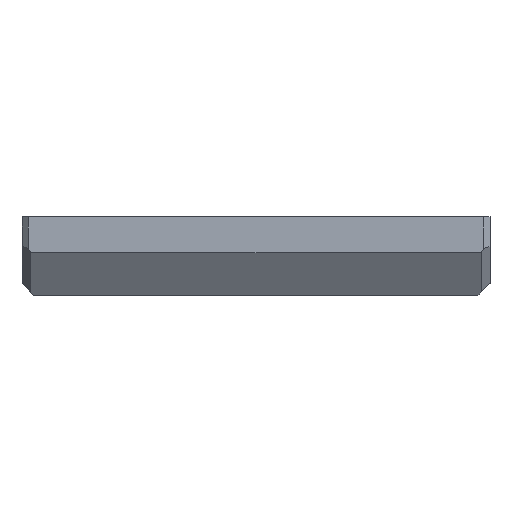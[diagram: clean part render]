
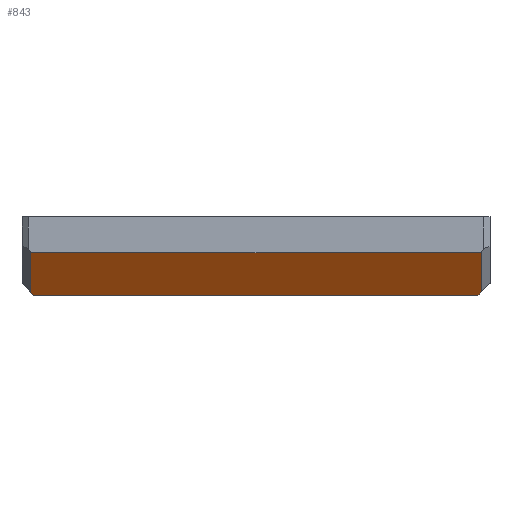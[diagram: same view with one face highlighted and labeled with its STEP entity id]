
A CAD part, front view. The second image highlights one B-rep face of the part: STEP entity #843.
In plain terms, the highlighted planar face has unit normal (0, -0.819, -0.574).
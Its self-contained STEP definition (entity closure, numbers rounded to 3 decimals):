
#692 = PLANE('',#693);
#693 = AXIS2_PLACEMENT_3D('',#694,#695,#696);
#694 = CARTESIAN_POINT('',(-77.05,-5.,3.95));
#695 = DIRECTION('',(0.707,0.,0.707));
#696 = DIRECTION('',(0.707,0.,-0.707));
#715 = VERTEX_POINT('',#716);
#716 = CARTESIAN_POINT('',(-74.146,-4.845,1.045
    ));
#729 = PLANE('',#730);
#730 = AXIS2_PLACEMENT_3D('',#731,#732,#733);
#731 = CARTESIAN_POINT('',(-73.757,-0.784,
    -5.432));
#732 = DIRECTION('',(0.707,0.579,0.406));
#733 = DIRECTION('',(0.,-0.574,0.819)
  );
#740 = EDGE_CURVE('',#715,#741,#743,.T.);
#741 = VERTEX_POINT('',#742);
#742 = CARTESIAN_POINT('',(-73.101,-4.113,
    0.));
#743 = SURFACE_CURVE('',#744,(#748,#754),.PCURVE_S1.);
#744 = LINE('',#745,#746);
#745 = CARTESIAN_POINT('',(-73.713,-4.542,
    0.613));
#746 = VECTOR('',#747,1.);
#747 = DIRECTION('',(0.634,0.444,-0.634));
#748 = PCURVE('',#692,#749);
#749 = DEFINITIONAL_REPRESENTATION('',(#750),#753);
#750 = B_SPLINE_CURVE_WITH_KNOTS('',1,(#751,#752),.UNSPECIFIED.,.F.,.F.,
  (2,2),(-1.033,2.545),.PIECEWISE_BEZIER_KNOTS.);
#751 = CARTESIAN_POINT('',(3.794,0.));
#752 = CARTESIAN_POINT('',(7.,1.588));
#753 = ( GEOMETRIC_REPRESENTATION_CONTEXT(2) 
PARAMETRIC_REPRESENTATION_CONTEXT() REPRESENTATION_CONTEXT('2D SPACE',''
  ) );
#754 = PCURVE('',#755,#760);
#755 = PLANE('',#756);
#756 = AXIS2_PLACEMENT_3D('',#757,#758,#759);
#757 = CARTESIAN_POINT('',(-81.,2.168,-8.97));
#758 = DIRECTION('',(0.,0.819,0.574));
#759 = DIRECTION('',(0.,-0.574,0.819));
#760 = DEFINITIONAL_REPRESENTATION('',(#761),#764);
#761 = B_SPLINE_CURVE_WITH_KNOTS('',1,(#762,#763),.UNSPECIFIED.,.F.,.F.,
  (2,2),(-1.033,2.545),.PIECEWISE_BEZIER_KNOTS.);
#762 = CARTESIAN_POINT('',(12.497,6.632));
#763 = CARTESIAN_POINT('',(9.729,8.899));
#764 = ( GEOMETRIC_REPRESENTATION_CONTEXT(2) 
PARAMETRIC_REPRESENTATION_CONTEXT() REPRESENTATION_CONTEXT('2D SPACE',''
  ) );
#782 = PLANE('',#783);
#783 = AXIS2_PLACEMENT_3D('',#784,#785,#786);
#784 = CARTESIAN_POINT('',(0.45,24.494,
    0.));
#785 = DIRECTION('',(0.,0.,-1.));
#786 = DIRECTION('',(0.,-1.,0.));
#843 = ADVANCED_FACE('',(#844),#755,.F.);
#844 = FACE_BOUND('',#845,.F.);
#845 = EDGE_LOOP('',(#846,#874,#900,#921,#922,#943));
#846 = ORIENTED_EDGE('',*,*,#847,.F.);
#847 = EDGE_CURVE('',#848,#850,#852,.T.);
#848 = VERTEX_POINT('',#849);
#849 = CARTESIAN_POINT('',(75.146,-4.915,
    1.146));
#850 = VERTEX_POINT('',#851);
#851 = CARTESIAN_POINT('',(75.146,-14.,14.121));
#852 = SURFACE_CURVE('',#853,(#857,#863),.PCURVE_S1.);
#853 = LINE('',#854,#855);
#854 = CARTESIAN_POINT('',(75.146,0.851,
    -7.089));
#855 = VECTOR('',#856,1.);
#856 = DIRECTION('',(0.,-0.574,0.819)
  );
#857 = PCURVE('',#755,#858);
#858 = DEFINITIONAL_REPRESENTATION('',(#859),#862);
#859 = B_SPLINE_CURVE_WITH_KNOTS('',1,(#860,#861),.UNSPECIFIED.,.F.,.F.,
  (2,2),(2.296,51.784),.PIECEWISE_BEZIER_KNOTS.);
#860 = CARTESIAN_POINT('',(4.591,156.146));
#861 = CARTESIAN_POINT('',(54.08,156.146));
#862 = ( GEOMETRIC_REPRESENTATION_CONTEXT(2) 
PARAMETRIC_REPRESENTATION_CONTEXT() REPRESENTATION_CONTEXT('2D SPACE',''
  ) );
#863 = PCURVE('',#864,#869);
#864 = PLANE('',#865);
#865 = AXIS2_PLACEMENT_3D('',#866,#867,#868);
#866 = CARTESIAN_POINT('',(74.757,-0.784,
    -5.432));
#867 = DIRECTION('',(-0.707,0.579,0.406));
#868 = DIRECTION('',(0.,-0.574,0.819)
  );
#869 = DEFINITIONAL_REPRESENTATION('',(#870),#873);
#870 = B_SPLINE_CURVE_WITH_KNOTS('',1,(#871,#872),.UNSPECIFIED.,.F.,.F.,
  (2,2),(2.296,51.784),.PIECEWISE_BEZIER_KNOTS.);
#871 = CARTESIAN_POINT('',(0.,0.549));
#872 = CARTESIAN_POINT('',(49.489,0.549));
#873 = ( GEOMETRIC_REPRESENTATION_CONTEXT(2) 
PARAMETRIC_REPRESENTATION_CONTEXT() REPRESENTATION_CONTEXT('2D SPACE',''
  ) );
#874 = ORIENTED_EDGE('',*,*,#875,.T.);
#875 = EDGE_CURVE('',#848,#876,#878,.T.);
#876 = VERTEX_POINT('',#877);
#877 = CARTESIAN_POINT('',(74.,-4.113,0.));
#878 = SURFACE_CURVE('',#879,(#883,#889),.PCURVE_S1.);
#879 = LINE('',#880,#881);
#880 = CARTESIAN_POINT('',(39.918,19.752,
    -34.082));
#881 = VECTOR('',#882,1.);
#882 = DIRECTION('',(-0.634,0.444,-0.634));
#883 = PCURVE('',#755,#884);
#884 = DEFINITIONAL_REPRESENTATION('',(#885),#888);
#885 = B_SPLINE_CURVE_WITH_KNOTS('',1,(#886,#887),.UNSPECIFIED.,.F.,.F.,
  (2,2),(-55.783,-52.205),.PIECEWISE_BEZIER_KNOTS.);
#886 = CARTESIAN_POINT('',(12.497,156.267));
#887 = CARTESIAN_POINT('',(9.729,154.));
#888 = ( GEOMETRIC_REPRESENTATION_CONTEXT(2) 
PARAMETRIC_REPRESENTATION_CONTEXT() REPRESENTATION_CONTEXT('2D SPACE',''
  ) );
#889 = PCURVE('',#890,#895);
#890 = PLANE('',#891);
#891 = AXIS2_PLACEMENT_3D('',#892,#893,#894);
#892 = CARTESIAN_POINT('',(73.,-5.,-1.));
#893 = DIRECTION('',(0.707,0.,-0.707));
#894 = DIRECTION('',(0.707,0.,0.707));
#895 = DEFINITIONAL_REPRESENTATION('',(#896),#899);
#896 = B_SPLINE_CURVE_WITH_KNOTS('',1,(#897,#898),.UNSPECIFIED.,.F.,.F.,
  (2,2),(-55.783,-52.205),.PIECEWISE_BEZIER_KNOTS.);
#897 = CARTESIAN_POINT('',(3.206,0.));
#898 = CARTESIAN_POINT('',(0.,-1.588));
#899 = ( GEOMETRIC_REPRESENTATION_CONTEXT(2) 
PARAMETRIC_REPRESENTATION_CONTEXT() REPRESENTATION_CONTEXT('2D SPACE',''
  ) );
#900 = ORIENTED_EDGE('',*,*,#901,.F.);
#901 = EDGE_CURVE('',#741,#876,#902,.T.);
#902 = SURFACE_CURVE('',#903,(#907,#914),.PCURVE_S1.);
#903 = LINE('',#904,#905);
#904 = CARTESIAN_POINT('',(-90.5,-4.113,0.));
#905 = VECTOR('',#906,1.);
#906 = DIRECTION('',(1.,0.,0.));
#907 = PCURVE('',#755,#908);
#908 = DEFINITIONAL_REPRESENTATION('',(#909),#913);
#909 = LINE('',#910,#911);
#910 = CARTESIAN_POINT('',(10.95,-9.5));
#911 = VECTOR('',#912,1.);
#912 = DIRECTION('',(0.,1.));
#913 = ( GEOMETRIC_REPRESENTATION_CONTEXT(2) 
PARAMETRIC_REPRESENTATION_CONTEXT() REPRESENTATION_CONTEXT('2D SPACE',''
  ) );
#914 = PCURVE('',#782,#915);
#915 = DEFINITIONAL_REPRESENTATION('',(#916),#920);
#916 = LINE('',#917,#918);
#917 = CARTESIAN_POINT('',(28.607,90.95));
#918 = VECTOR('',#919,1.);
#919 = DIRECTION('',(0.,-1.));
#920 = ( GEOMETRIC_REPRESENTATION_CONTEXT(2) 
PARAMETRIC_REPRESENTATION_CONTEXT() REPRESENTATION_CONTEXT('2D SPACE',''
  ) );
#921 = ORIENTED_EDGE('',*,*,#740,.F.);
#922 = ORIENTED_EDGE('',*,*,#923,.F.);
#923 = EDGE_CURVE('',#924,#715,#926,.T.);
#924 = VERTEX_POINT('',#925);
#925 = CARTESIAN_POINT('',(-74.146,-14.,14.121));
#926 = SURFACE_CURVE('',#927,(#931,#937),.PCURVE_S1.);
#927 = LINE('',#928,#929);
#928 = CARTESIAN_POINT('',(-74.146,0.851,-7.089
    ));
#929 = VECTOR('',#930,1.);
#930 = DIRECTION('',(0.,0.574,-0.819));
#931 = PCURVE('',#755,#932);
#932 = DEFINITIONAL_REPRESENTATION('',(#933),#936);
#933 = B_SPLINE_CURVE_WITH_KNOTS('',1,(#934,#935),.UNSPECIFIED.,.F.,.F.,
  (2,2),(-51.784,-2.296),.PIECEWISE_BEZIER_KNOTS.);
#934 = CARTESIAN_POINT('',(54.08,6.854));
#935 = CARTESIAN_POINT('',(4.591,6.854));
#936 = ( GEOMETRIC_REPRESENTATION_CONTEXT(2) 
PARAMETRIC_REPRESENTATION_CONTEXT() REPRESENTATION_CONTEXT('2D SPACE',''
  ) );
#937 = PCURVE('',#729,#938);
#938 = DEFINITIONAL_REPRESENTATION('',(#939),#942);
#939 = B_SPLINE_CURVE_WITH_KNOTS('',1,(#940,#941),.UNSPECIFIED.,.F.,.F.,
  (2,2),(-51.784,-2.296),.PIECEWISE_BEZIER_KNOTS.);
#940 = CARTESIAN_POINT('',(49.489,-0.549));
#941 = CARTESIAN_POINT('',(0.,-0.549));
#942 = ( GEOMETRIC_REPRESENTATION_CONTEXT(2) 
PARAMETRIC_REPRESENTATION_CONTEXT() REPRESENTATION_CONTEXT('2D SPACE',''
  ) );
#943 = ORIENTED_EDGE('',*,*,#944,.F.);
#944 = EDGE_CURVE('',#850,#924,#945,.T.);
#945 = SURFACE_CURVE('',#946,(#950,#956),.PCURVE_S1.);
#946 = LINE('',#947,#948);
#947 = CARTESIAN_POINT('',(-90.5,-14.,14.121));
#948 = VECTOR('',#949,1.);
#949 = DIRECTION('',(-1.,0.,0.));
#950 = PCURVE('',#755,#951);
#951 = DEFINITIONAL_REPRESENTATION('',(#952),#955);
#952 = B_SPLINE_CURVE_WITH_KNOTS('',1,(#953,#954),.UNSPECIFIED.,.F.,.F.,
  (2,2),(-173.5,-9.5),.PIECEWISE_BEZIER_KNOTS.);
#953 = CARTESIAN_POINT('',(28.188,164.));
#954 = CARTESIAN_POINT('',(28.188,0.));
#955 = ( GEOMETRIC_REPRESENTATION_CONTEXT(2) 
PARAMETRIC_REPRESENTATION_CONTEXT() REPRESENTATION_CONTEXT('2D SPACE',''
  ) );
#956 = PCURVE('',#957,#962);
#957 = PLANE('',#958);
#958 = AXIS2_PLACEMENT_3D('',#959,#960,#961);
#959 = CARTESIAN_POINT('',(-100.,-14.,0.));
#960 = DIRECTION('',(0.,1.,0.));
#961 = DIRECTION('',(0.,0.,1.));
#962 = DEFINITIONAL_REPRESENTATION('',(#963),#966);
#963 = B_SPLINE_CURVE_WITH_KNOTS('',1,(#964,#965),.UNSPECIFIED.,.F.,.F.,
  (2,2),(-173.5,-9.5),.PIECEWISE_BEZIER_KNOTS.);
#964 = CARTESIAN_POINT('',(14.121,183.));
#965 = CARTESIAN_POINT('',(14.121,19.));
#966 = ( GEOMETRIC_REPRESENTATION_CONTEXT(2) 
PARAMETRIC_REPRESENTATION_CONTEXT() REPRESENTATION_CONTEXT('2D SPACE',''
  ) );
